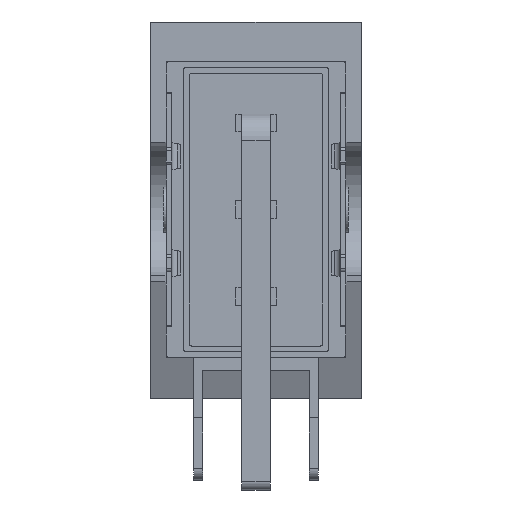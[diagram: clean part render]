
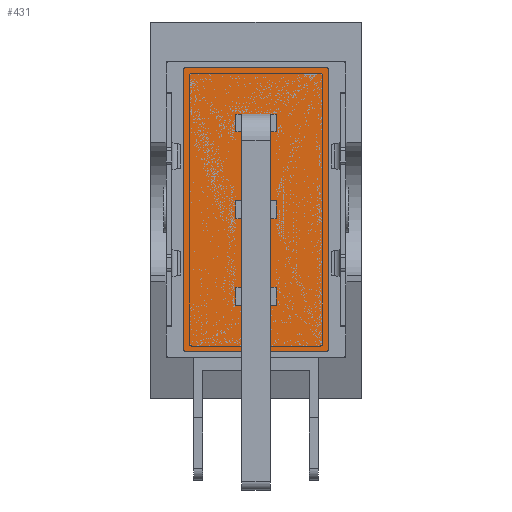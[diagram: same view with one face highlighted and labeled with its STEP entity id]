
A CAD part, front view. The second image highlights one B-rep face of the part: STEP entity #431.
In plain terms, the highlighted planar face has unit normal (0, -1, 0).
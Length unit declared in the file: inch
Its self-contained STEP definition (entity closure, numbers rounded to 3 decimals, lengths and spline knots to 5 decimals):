
#431 = ADVANCED_FACE( '', ( #970, #971, #972, #973 ), #974, .F. );
#970 = FACE_BOUND( '', #1679, .T. );
#971 = FACE_OUTER_BOUND( '', #1680, .T. );
#972 = FACE_BOUND( '', #1681, .T. );
#973 = FACE_BOUND( '', #1682, .T. );
#974 = PLANE( '', #1683 );
#1679 = EDGE_LOOP( '', ( #2565, #2566, #2567, #2568 ) );
#1680 = EDGE_LOOP( '', ( #2569, #2570, #2571, #2572, #2573, #2574, #2575, #2576 ) );
#1681 = EDGE_LOOP( '', ( #2577, #2578, #2579, #2580 ) );
#1682 = EDGE_LOOP( '', ( #2581, #2582, #2583, #2584 ) );
#1683 = AXIS2_PLACEMENT_3D( '', #2585, #2586, #2587 );
#2565 = ORIENTED_EDGE( '', *, *, #4552, .T. );
#2566 = ORIENTED_EDGE( '', *, *, #4553, .T. );
#2567 = ORIENTED_EDGE( '', *, *, #4491, .T. );
#2568 = ORIENTED_EDGE( '', *, *, #4554, .T. );
#2569 = ORIENTED_EDGE( '', *, *, #4555, .F. );
#2570 = ORIENTED_EDGE( '', *, *, #4556, .F. );
#2571 = ORIENTED_EDGE( '', *, *, #4557, .F. );
#2572 = ORIENTED_EDGE( '', *, *, #4558, .F. );
#2573 = ORIENTED_EDGE( '', *, *, #4559, .F. );
#2574 = ORIENTED_EDGE( '', *, *, #4560, .F. );
#2575 = ORIENTED_EDGE( '', *, *, #4561, .F. );
#2576 = ORIENTED_EDGE( '', *, *, #4562, .F. );
#2577 = ORIENTED_EDGE( '', *, *, #4526, .T. );
#2578 = ORIENTED_EDGE( '', *, *, #4563, .T. );
#2579 = ORIENTED_EDGE( '', *, *, #4564, .T. );
#2580 = ORIENTED_EDGE( '', *, *, #4565, .T. );
#2581 = ORIENTED_EDGE( '', *, *, #4566, .T. );
#2582 = ORIENTED_EDGE( '', *, *, #4567, .T. );
#2583 = ORIENTED_EDGE( '', *, *, #4568, .T. );
#2584 = ORIENTED_EDGE( '', *, *, #4569, .T. );
#2585 = CARTESIAN_POINT( '', ( -0.12038, -0.368, 0.24088 ) );
#2586 = DIRECTION( '', ( 0., 1., 0. ) );
#2587 = DIRECTION( '', ( 0., 0., 1. ) );
#4491 = EDGE_CURVE( '', #5405, #5406, #5407, .T. );
#4526 = EDGE_CURVE( '', #5468, #5469, #5470, .T. );
#4552 = EDGE_CURVE( '', #5512, #5513, #5514, .T. );
#4553 = EDGE_CURVE( '', #5513, #5405, #5515, .T. );
#4554 = EDGE_CURVE( '', #5406, #5512, #5516, .T. );
#4555 = EDGE_CURVE( '', #5517, #5518, #5519, .T. );
#4556 = EDGE_CURVE( '', #5520, #5517, #5521, .T. );
#4557 = EDGE_CURVE( '', #5522, #5520, #5523, .T. );
#4558 = EDGE_CURVE( '', #5524, #5522, #5525, .T. );
#4559 = EDGE_CURVE( '', #5526, #5524, #5527, .T. );
#4560 = EDGE_CURVE( '', #5528, #5526, #5529, .T. );
#4561 = EDGE_CURVE( '', #5530, #5528, #5531, .T. );
#4562 = EDGE_CURVE( '', #5518, #5530, #5532, .T. );
#4563 = EDGE_CURVE( '', #5469, #5533, #5534, .T. );
#4564 = EDGE_CURVE( '', #5533, #5535, #5536, .T. );
#4565 = EDGE_CURVE( '', #5535, #5468, #5537, .T. );
#4566 = EDGE_CURVE( '', #5538, #5539, #5540, .T. );
#4567 = EDGE_CURVE( '', #5539, #5541, #5542, .T. );
#4568 = EDGE_CURVE( '', #5541, #5543, #5544, .T. );
#4569 = EDGE_CURVE( '', #5543, #5538, #5545, .T. );
#5405 = VERTEX_POINT( '', #6703 );
#5406 = VERTEX_POINT( '', #6704 );
#5407 = LINE( '', #6705, #6706 );
#5468 = VERTEX_POINT( '', #6791 );
#5469 = VERTEX_POINT( '', #6792 );
#5470 = LINE( '', #6793, #6794 );
#5512 = VERTEX_POINT( '', #6850 );
#5513 = VERTEX_POINT( '', #6851 );
#5514 = LINE( '', #6852, #6853 );
#5515 = LINE( '', #6854, #6855 );
#5516 = LINE( '', #6856, #6857 );
#5517 = VERTEX_POINT( '', #6858 );
#5518 = VERTEX_POINT( '', #6859 );
#5519 = LINE( '', #6860, #6861 );
#5520 = VERTEX_POINT( '', #6862 );
#5521 = CIRCLE( '', #6863, 0.00512 );
#5522 = VERTEX_POINT( '', #6864 );
#5523 = LINE( '', #6865, #6866 );
#5524 = VERTEX_POINT( '', #6867 );
#5525 = CIRCLE( '', #6868, 0.00512 );
#5526 = VERTEX_POINT( '', #6869 );
#5527 = LINE( '', #6870, #6871 );
#5528 = VERTEX_POINT( '', #6872 );
#5529 = CIRCLE( '', #6873, 0.00512 );
#5530 = VERTEX_POINT( '', #6874 );
#5531 = LINE( '', #6875, #6876 );
#5532 = CIRCLE( '', #6877, 0.00512 );
#5533 = VERTEX_POINT( '', #6878 );
#5534 = LINE( '', #6879, #6880 );
#5535 = VERTEX_POINT( '', #6881 );
#5536 = LINE( '', #6882, #6883 );
#5537 = LINE( '', #6884, #6885 );
#5538 = VERTEX_POINT( '', #6886 );
#5539 = VERTEX_POINT( '', #6887 );
#5540 = LINE( '', #6888, #6889 );
#5541 = VERTEX_POINT( '', #6890 );
#5542 = LINE( '', #6891, #6892 );
#5543 = VERTEX_POINT( '', #6893 );
#5544 = LINE( '', #6894, #6895 );
#5545 = LINE( '', #6896, #6897 );
#6703 = CARTESIAN_POINT( '', ( 0.035, -0.368, 0.1655 ) );
#6704 = CARTESIAN_POINT( '', ( 0.035, -0.368, 0.1345 ) );
#6705 = CARTESIAN_POINT( '', ( 0.035, -0.368, 0.1655 ) );
#6706 = VECTOR( '', #8259, 39.37008 );
#6791 = CARTESIAN_POINT( '', ( -0.035, -0.368, -0.1655 ) );
#6792 = CARTESIAN_POINT( '', ( -0.035, -0.368, -0.1345 ) );
#6793 = CARTESIAN_POINT( '', ( -0.035, -0.368, -0.1655 ) );
#6794 = VECTOR( '', #8296, 39.37008 );
#6850 = CARTESIAN_POINT( '', ( -0.035, -0.368, 0.1345 ) );
#6851 = CARTESIAN_POINT( '', ( -0.035, -0.368, 0.1655 ) );
#6852 = CARTESIAN_POINT( '', ( -0.035, -0.368, 0.1345 ) );
#6853 = VECTOR( '', #8329, 39.37008 );
#6854 = CARTESIAN_POINT( '', ( -0.035, -0.368, 0.1655 ) );
#6855 = VECTOR( '', #8330, 39.37008 );
#6856 = CARTESIAN_POINT( '', ( 0.035, -0.368, 0.1345 ) );
#6857 = VECTOR( '', #8331, 39.37008 );
#6858 = CARTESIAN_POINT( '', ( -0.1255, -0.368, -0.24088 ) );
#6859 = CARTESIAN_POINT( '', ( -0.1255, -0.368, 0.24088 ) );
#6860 = CARTESIAN_POINT( '', ( -0.1255, -0.368, -0.24088 ) );
#6861 = VECTOR( '', #8332, 39.37008 );
#6862 = CARTESIAN_POINT( '', ( -0.12038, -0.368, -0.246 ) );
#6863 = AXIS2_PLACEMENT_3D( '', #8333, #8334, #8335 );
#6864 = CARTESIAN_POINT( '', ( 0.12038, -0.368, -0.246 ) );
#6865 = CARTESIAN_POINT( '', ( 0.12038, -0.368, -0.246 ) );
#6866 = VECTOR( '', #8336, 39.37008 );
#6867 = CARTESIAN_POINT( '', ( 0.1255, -0.368, -0.24088 ) );
#6868 = AXIS2_PLACEMENT_3D( '', #8337, #8338, #8339 );
#6869 = CARTESIAN_POINT( '', ( 0.1255, -0.368, 0.24088 ) );
#6870 = CARTESIAN_POINT( '', ( 0.1255, -0.368, 0.24088 ) );
#6871 = VECTOR( '', #8340, 39.37008 );
#6872 = CARTESIAN_POINT( '', ( 0.12038, -0.368, 0.246 ) );
#6873 = AXIS2_PLACEMENT_3D( '', #8341, #8342, #8343 );
#6874 = CARTESIAN_POINT( '', ( -0.12038, -0.368, 0.246 ) );
#6875 = CARTESIAN_POINT( '', ( -0.12038, -0.368, 0.246 ) );
#6876 = VECTOR( '', #8344, 39.37008 );
#6877 = AXIS2_PLACEMENT_3D( '', #8345, #8346, #8347 );
#6878 = CARTESIAN_POINT( '', ( 0.035, -0.368, -0.1345 ) );
#6879 = CARTESIAN_POINT( '', ( -0.035, -0.368, -0.1345 ) );
#6880 = VECTOR( '', #8348, 39.37008 );
#6881 = CARTESIAN_POINT( '', ( 0.035, -0.368, -0.1655 ) );
#6882 = CARTESIAN_POINT( '', ( 0.035, -0.368, -0.1345 ) );
#6883 = VECTOR( '', #8349, 39.37008 );
#6884 = CARTESIAN_POINT( '', ( 0.035, -0.368, -0.1655 ) );
#6885 = VECTOR( '', #8350, 39.37008 );
#6886 = CARTESIAN_POINT( '', ( -0.035, -0.368, -0.0155 ) );
#6887 = CARTESIAN_POINT( '', ( -0.035, -0.368, 0.0155 ) );
#6888 = CARTESIAN_POINT( '', ( -0.035, -0.368, -0.0155 ) );
#6889 = VECTOR( '', #8351, 39.37008 );
#6890 = CARTESIAN_POINT( '', ( 0.035, -0.368, 0.0155 ) );
#6891 = CARTESIAN_POINT( '', ( -0.035, -0.368, 0.0155 ) );
#6892 = VECTOR( '', #8352, 39.37008 );
#6893 = CARTESIAN_POINT( '', ( 0.035, -0.368, -0.0155 ) );
#6894 = CARTESIAN_POINT( '', ( 0.035, -0.368, 0.0155 ) );
#6895 = VECTOR( '', #8353, 39.37008 );
#6896 = CARTESIAN_POINT( '', ( 0.035, -0.368, -0.0155 ) );
#6897 = VECTOR( '', #8354, 39.37008 );
#8259 = DIRECTION( '', ( 0., 0., -1. ) );
#8296 = DIRECTION( '', ( 0., 0., 1. ) );
#8329 = DIRECTION( '', ( 0., 0., 1. ) );
#8330 = DIRECTION( '', ( 1., 0., 0. ) );
#8331 = DIRECTION( '', ( -1., 0., 0. ) );
#8332 = DIRECTION( '', ( 0., 0., 1. ) );
#8333 = CARTESIAN_POINT( '', ( -0.12038, -0.368, -0.24088 ) );
#8334 = DIRECTION( '', ( 0., 1., 0. ) );
#8335 = DIRECTION( '', ( 1., 0., 0. ) );
#8336 = DIRECTION( '', ( -1., 0., 0. ) );
#8337 = CARTESIAN_POINT( '', ( 0.12038, -0.368, -0.24088 ) );
#8338 = DIRECTION( '', ( 0., 1., 0. ) );
#8339 = DIRECTION( '', ( 1., 0., 0. ) );
#8340 = DIRECTION( '', ( 0., 0., -1. ) );
#8341 = CARTESIAN_POINT( '', ( 0.12038, -0.368, 0.24088 ) );
#8342 = DIRECTION( '', ( 0., 1., 0. ) );
#8343 = DIRECTION( '', ( 1., 0., 0. ) );
#8344 = DIRECTION( '', ( 1., 0., 0. ) );
#8345 = CARTESIAN_POINT( '', ( -0.12038, -0.368, 0.24088 ) );
#8346 = DIRECTION( '', ( 0., 1., 0. ) );
#8347 = DIRECTION( '', ( 1., 0., 0. ) );
#8348 = DIRECTION( '', ( 1., 0., 0. ) );
#8349 = DIRECTION( '', ( 0., 0., -1. ) );
#8350 = DIRECTION( '', ( -1., 0., 0. ) );
#8351 = DIRECTION( '', ( 0., 0., 1. ) );
#8352 = DIRECTION( '', ( 1., 0., 0. ) );
#8353 = DIRECTION( '', ( 0., 0., -1. ) );
#8354 = DIRECTION( '', ( -1., 0., 0. ) );
